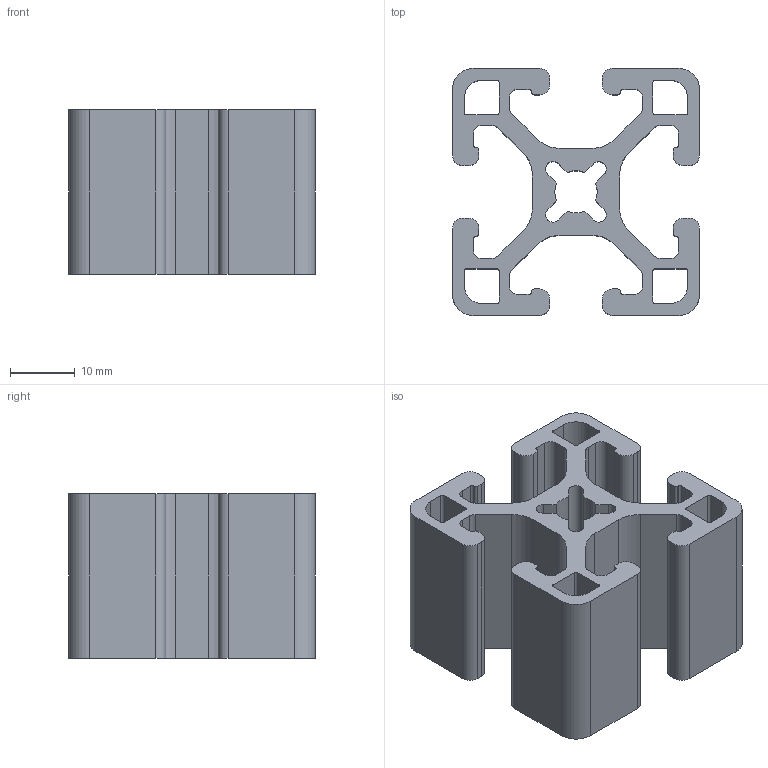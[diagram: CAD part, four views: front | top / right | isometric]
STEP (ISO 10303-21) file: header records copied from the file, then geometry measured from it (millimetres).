
FILE_DESCRIPTION (( 'STEP AP214' ), '1' );
FILE_NAME ('8020-1515-LS.STEP', '2013-03-28T15:14:40', ( 'Windows User' ), ( '' ), 'SwSTEP 2.0', 'SolidWorks 2013', '' );
FILE_SCHEMA (( 'AUTOMOTIVE_DESIGN' ));
Length unit declared in the file: inch
Products named in the file (1): 8020-1515-LS
Bounding box: 38.1 x 38.1 x 25.4 mm (x, y, z)
Volume: 14484.7 mm3; surface area: 12121.2 mm2
Topology: 1 solids, 1 shells, 175 faces, 519 edges, 346 vertices
Faces by surface type: cylinder 89, plane 86
Entity records: 5971 total; most frequent: DIRECTION 1049, CARTESIAN_POINT 1041, ORIENTED_EDGE 1038, EDGE_CURVE 519, AXIS2_PLACEMENT_3D 354, VERTEX_POINT 346, VECTOR 341, LINE 341
